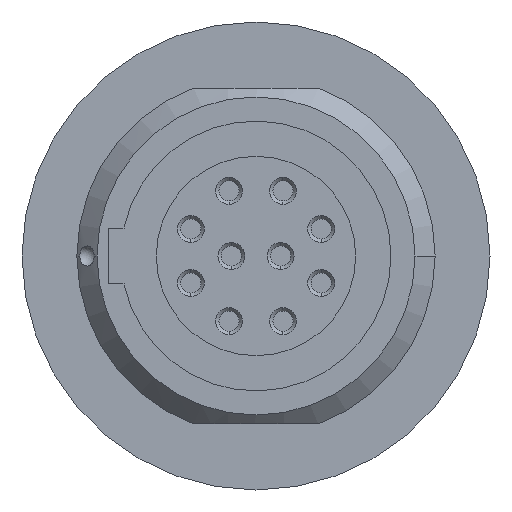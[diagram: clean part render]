
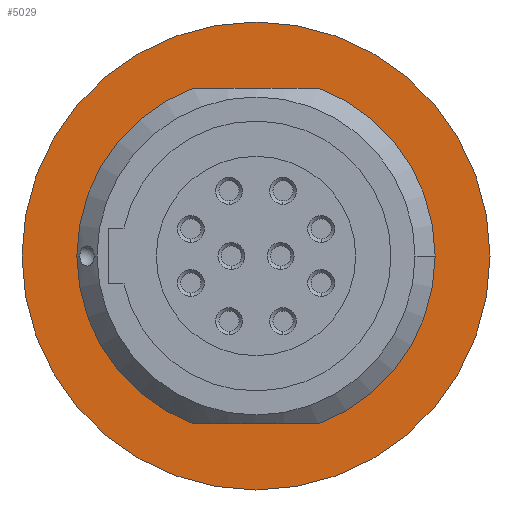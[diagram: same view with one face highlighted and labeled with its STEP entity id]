
A CAD part, left-side view. The second image highlights one B-rep face of the part: STEP entity #5029.
In plain terms, the highlighted planar face has unit normal (-1, 0, 0).
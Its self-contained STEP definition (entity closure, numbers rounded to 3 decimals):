
#673=CARTESIAN_POINT('',(-5.,0.,0.));
#674=DIRECTION('',(-1.,0.,0.));
#675=DIRECTION('',(0.,1.,0.));
#676=AXIS2_PLACEMENT_3D('',#673,#674,#675);
#681=CARTESIAN_POINT('',(-5.,0.,0.));
#682=DIRECTION('',(1.,0.,0.));
#683=DIRECTION('',(0.,1.,0.));
#684=AXIS2_PLACEMENT_3D('',#681,#682,#683);
#689=DIRECTION('',(0.,1.,0.));
#690=VECTOR('',#689,5.568);
#691=CARTESIAN_POINT('',(-5.,-2.784,-7.5));
#692=LINE('',#691,#690);
#703=CARTESIAN_POINT('',(-5.,0.,0.));
#704=DIRECTION('',(1.,0.,0.));
#705=DIRECTION('',(0.,0.348,-0.938));
#706=AXIS2_PLACEMENT_3D('',#703,#704,#705);
#718=CARTESIAN_POINT('',(-5.,0.,0.));
#719=DIRECTION('',(1.,0.,0.));
#720=DIRECTION('',(0.,-0.348,0.938));
#721=AXIS2_PLACEMENT_3D('',#718,#719,#720);
#1765=DIRECTION('',(0.,1.,0.));
#1766=VECTOR('',#1765,5.568);
#1767=CARTESIAN_POINT('',(-5.,-2.784,7.5));
#1768=LINE('',#1767,#1766);
#4405=CARTESIAN_POINT('',(-5.,10.45,0.));
#4407=VERTEX_POINT('',#4405);
#4409=CARTESIAN_POINT('',(-5.,-10.45,0.));
#4411=VERTEX_POINT('',#4409);
#4420=CARTESIAN_POINT('',(-5.,-2.784,-7.5));
#4421=CARTESIAN_POINT('',(-5.,2.784,-7.5));
#4422=VERTEX_POINT('',#4420);
#4423=VERTEX_POINT('',#4421);
#4424=CARTESIAN_POINT('',(-5.,-2.784,7.5));
#4425=CARTESIAN_POINT('',(-5.,2.784,7.5));
#4426=VERTEX_POINT('',#4424);
#4427=VERTEX_POINT('',#4425);
#5010=CARTESIAN_POINT('',(-5.,0.,0.));
#5011=DIRECTION('',(1.,0.,0.));
#5012=DIRECTION('',(0.,-1.,0.));
#5013=AXIS2_PLACEMENT_3D('',#5010,#5011,#5012);
#5014=PLANE('',#5013);
#5015=ORIENTED_EDGE('',*,*,#4989,.F.);
#5016=ORIENTED_EDGE('',*,*,#5005,.T.);
#5017=EDGE_LOOP('',(#5015,#5016));
#5018=FACE_OUTER_BOUND('',#5017,.F.);
#5020=ORIENTED_EDGE('',*,*,#5019,.F.);
#5022=ORIENTED_EDGE('',*,*,#5021,.T.);
#5024=ORIENTED_EDGE('',*,*,#5023,.F.);
#5026=ORIENTED_EDGE('',*,*,#5025,.F.);
#5027=EDGE_LOOP('',(#5020,#5022,#5024,#5026));
#5028=FACE_BOUND('',#5027,.F.);
#677=CIRCLE('',#676,10.45);
#685=CIRCLE('',#684,10.45);
#707=CIRCLE('',#706,8.);
#722=CIRCLE('',#721,8.);
#4989=EDGE_CURVE('',#4407,#4411,#677,.T.);
#5005=EDGE_CURVE('',#4407,#4411,#685,.T.);
#5019=EDGE_CURVE('',#4426,#4422,#722,.T.);
#5021=EDGE_CURVE('',#4426,#4427,#1768,.T.);
#5023=EDGE_CURVE('',#4423,#4427,#707,.T.);
#5025=EDGE_CURVE('',#4422,#4423,#692,.T.);
#5029=ADVANCED_FACE('',(#5018,#5028),#5014,.F.);
